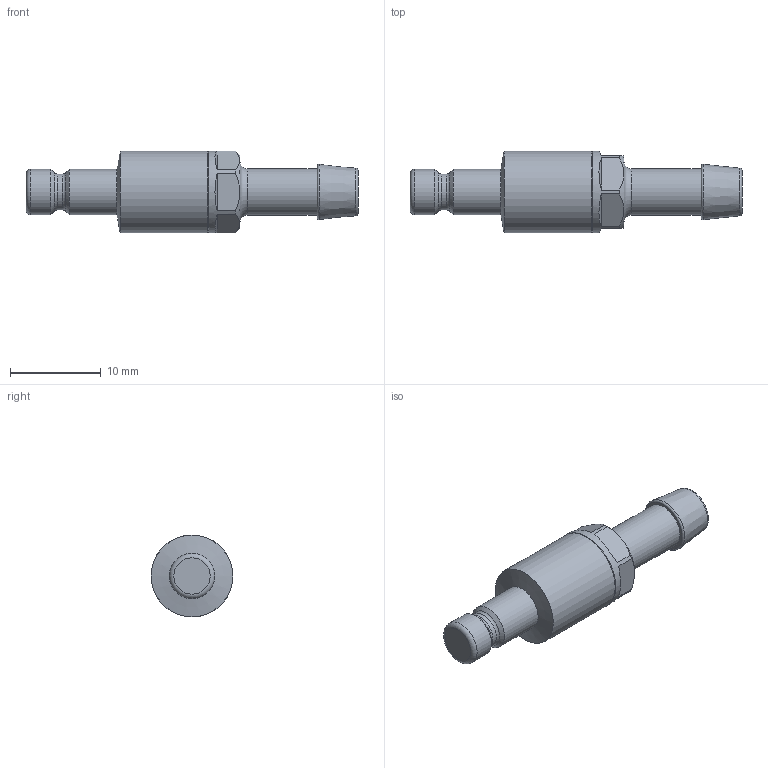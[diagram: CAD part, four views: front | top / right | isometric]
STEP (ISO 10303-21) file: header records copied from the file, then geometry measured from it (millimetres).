
FILE_DESCRIPTION((''),'2;1');
FILE_NAME('20sbtf05mpn.stp','2013-12-09T14:17:27',('IA176480'),(''),'Autodesk Inventor 2013','Autodesk Inventor 2013','');
FILE_SCHEMA(('AUTOMOTIVE_DESIGN { 1 0 10303 214 1 1 1 1 }'));
Length unit declared in the file: millimetre
Products named in the file (1): D108789
Bounding box: 36.55 x 9 x 9 mm (x, y, z)
Volume: 1260.9 mm3; surface area: 1399.3 mm2
Topology: 1 solids, 4 shells, 60 faces, 125 edges, 74 vertices
Faces by surface type: plane 21, cone 17, cylinder 15, torus 7
Full cylindrical faces by diameter (mm): 3.95 x1, 5 x2, 5.1 x1, 5.935 x1, 6 x2, 6.3 x1, 6.8 x1, 7.3 x1, 8 x2, 8.1 x1, 9 x2
Entity records: 1475 total; most frequent: DIRECTION 256, CARTESIAN_POINT 243, ORIENTED_EDGE 176, AXIS2_PLACEMENT_3D 119, EDGE_LOOP 100, EDGE_CURVE 88, VERTEX_POINT 70, FACE_OUTER_BOUND 60
